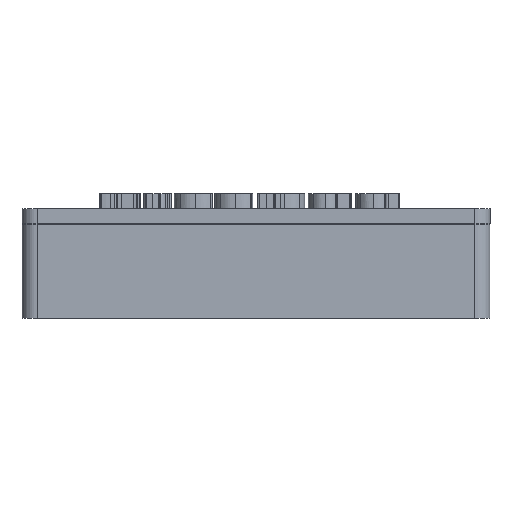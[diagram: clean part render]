
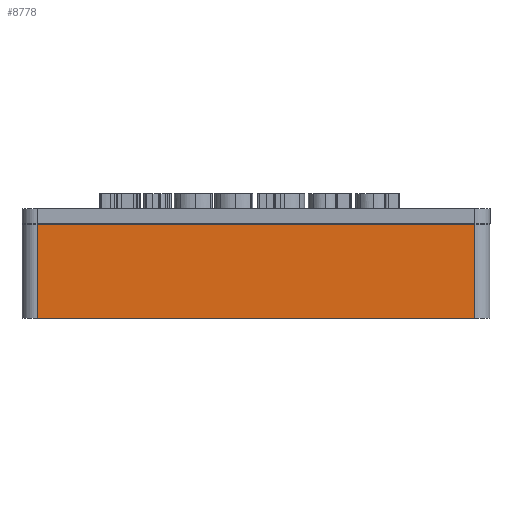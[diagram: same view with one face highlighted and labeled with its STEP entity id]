
A CAD part, front view. The second image highlights one B-rep face of the part: STEP entity #8778.
In plain terms, the highlighted planar face has unit normal (0, -1, 0).
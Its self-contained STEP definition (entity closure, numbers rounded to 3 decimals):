
#1022=PLANE('',#9298);
#1113=FACE_OUTER_BOUND('',#1577,.T.);
#1577=EDGE_LOOP('',(#6110,#6111,#6112,#6113));
#2349=LINE('',#11870,#2886);
#2353=LINE('',#11884,#2890);
#2364=LINE('',#11918,#2901);
#2380=LINE('',#11960,#2917);
#2886=VECTOR('',#9956,10.);
#2890=VECTOR('',#9970,10.);
#2901=VECTOR('',#10003,10.);
#2917=VECTOR('',#10055,10.);
#3825=VERTEX_POINT('',#11867);
#3826=VERTEX_POINT('',#11869);
#3831=VERTEX_POINT('',#11882);
#3843=VERTEX_POINT('',#11916);
#4699=EDGE_CURVE('',#3825,#3826,#2349,.T.);
#4707=EDGE_CURVE('',#3831,#3825,#2353,.T.);
#4725=EDGE_CURVE('',#3843,#3831,#2364,.T.);
#4745=EDGE_CURVE('',#3826,#3843,#2380,.T.);
#6110=ORIENTED_EDGE('',*,*,#4699,.F.);
#6111=ORIENTED_EDGE('',*,*,#4707,.F.);
#6112=ORIENTED_EDGE('',*,*,#4725,.F.);
#6113=ORIENTED_EDGE('',*,*,#4745,.F.);
#8778=ADVANCED_FACE('',(#1113),#1022,.T.);
#9298=AXIS2_PLACEMENT_3D('',#11959,#10053,#10054);
#9956=DIRECTION('',(0.,0.,-1.));
#9970=DIRECTION('',(1.,0.,0.));
#10003=DIRECTION('',(0.,0.,1.));
#10053=DIRECTION('center_axis',(0.,-1.,0.));
#10054=DIRECTION('ref_axis',(1.,0.,0.));
#10055=DIRECTION('',(-1.,0.,0.));
#11867=CARTESIAN_POINT('',(109.8,-9.5,25.));
#11869=CARTESIAN_POINT('',(109.8,-9.5,0.));
#11870=CARTESIAN_POINT('',(109.8,-9.5,0.));
#11882=CARTESIAN_POINT('',(-6.5,-9.5,25.));
#11884=CARTESIAN_POINT('',(113.8,-9.5,25.));
#11916=CARTESIAN_POINT('',(-6.5,-9.5,0.));
#11918=CARTESIAN_POINT('',(-6.5,-9.5,0.));
#11959=CARTESIAN_POINT('Origin',(-10.5,-9.5,0.));
#11960=CARTESIAN_POINT('',(113.8,-9.5,0.));
